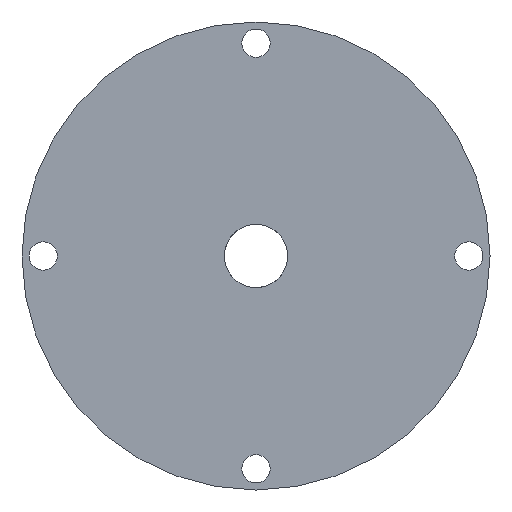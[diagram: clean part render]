
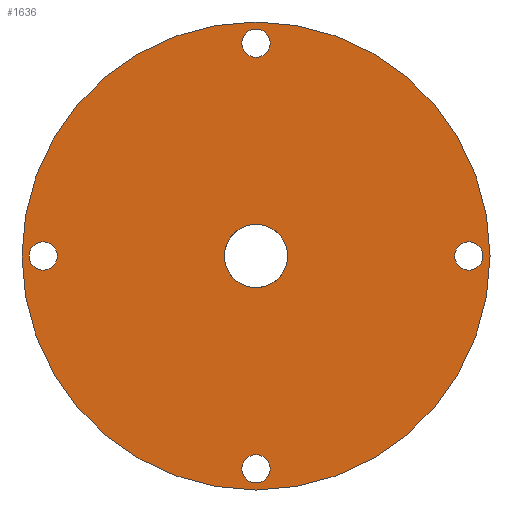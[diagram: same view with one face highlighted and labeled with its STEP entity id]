
A CAD part, front view. The second image highlights one B-rep face of the part: STEP entity #1636.
In plain terms, the highlighted planar face has unit normal (0, -1, 0).
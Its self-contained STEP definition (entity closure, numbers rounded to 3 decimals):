
#35=FACE_BOUND('',#213,.T.);
#36=FACE_BOUND('',#214,.T.);
#37=FACE_BOUND('',#215,.T.);
#38=FACE_BOUND('',#216,.T.);
#39=FACE_BOUND('',#217,.T.);
#47=PLANE('',#1823);
#122=FACE_OUTER_BOUND('',#212,.T.);
#212=EDGE_LOOP('',(#1247));
#213=EDGE_LOOP('',(#1248));
#214=EDGE_LOOP('',(#1249));
#215=EDGE_LOOP('',(#1250));
#216=EDGE_LOOP('',(#1251));
#217=EDGE_LOOP('',(#1252));
#454=CIRCLE('',#1708,6.);
#467=CIRCLE('',#1725,2.675);
#469=CIRCLE('',#1728,2.675);
#471=CIRCLE('',#1731,2.675);
#473=CIRCLE('',#1734,2.675);
#557=CIRCLE('',#1824,44.25);
#609=VERTEX_POINT('',#2452);
#628=VERTEX_POINT('',#2624);
#630=VERTEX_POINT('',#2630);
#632=VERTEX_POINT('',#2636);
#634=VERTEX_POINT('',#2642);
#719=VERTEX_POINT('',#2839);
#825=EDGE_CURVE('',#609,#609,#454,.T.);
#849=EDGE_CURVE('',#628,#628,#467,.T.);
#852=EDGE_CURVE('',#630,#630,#469,.T.);
#855=EDGE_CURVE('',#632,#632,#471,.T.);
#858=EDGE_CURVE('',#634,#634,#473,.T.);
#948=EDGE_CURVE('',#719,#719,#557,.T.);
#1247=ORIENTED_EDGE('',*,*,#948,.T.);
#1248=ORIENTED_EDGE('',*,*,#825,.T.);
#1249=ORIENTED_EDGE('',*,*,#849,.T.);
#1250=ORIENTED_EDGE('',*,*,#852,.T.);
#1251=ORIENTED_EDGE('',*,*,#855,.T.);
#1252=ORIENTED_EDGE('',*,*,#858,.T.);
#1636=ADVANCED_FACE('',(#122,#35,#36,#37,#38,#39),#47,.F.);
#1708=AXIS2_PLACEMENT_3D('',#2453,#1936,#1937);
#1725=AXIS2_PLACEMENT_3D('',#2626,#1975,#1976);
#1728=AXIS2_PLACEMENT_3D('',#2632,#1982,#1983);
#1731=AXIS2_PLACEMENT_3D('',#2638,#1989,#1990);
#1734=AXIS2_PLACEMENT_3D('',#2644,#1996,#1997);
#1823=AXIS2_PLACEMENT_3D('',#2838,#2177,#2178);
#1824=AXIS2_PLACEMENT_3D('',#2840,#2179,#2180);
#1936=DIRECTION('center_axis',(0.,1.,0.));
#1937=DIRECTION('ref_axis',(1.,0.,0.));
#1975=DIRECTION('center_axis',(0.,1.,0.));
#1976=DIRECTION('ref_axis',(1.,0.,0.));
#1982=DIRECTION('center_axis',(0.,1.,0.));
#1983=DIRECTION('ref_axis',(1.,0.,0.));
#1989=DIRECTION('center_axis',(0.,1.,0.));
#1990=DIRECTION('ref_axis',(1.,0.,0.));
#1996=DIRECTION('center_axis',(0.,1.,0.));
#1997=DIRECTION('ref_axis',(1.,0.,0.));
#2177=DIRECTION('center_axis',(0.,1.,0.));
#2178=DIRECTION('ref_axis',(1.,0.,0.));
#2179=DIRECTION('center_axis',(0.,-1.,0.));
#2180=DIRECTION('ref_axis',(1.,0.,0.));
#2452=CARTESIAN_POINT('',(-6.,-3.,0.));
#2453=CARTESIAN_POINT('Origin',(0.,-3.,0.));
#2624=CARTESIAN_POINT('',(-2.675,-3.,40.25));
#2626=CARTESIAN_POINT('Origin',(0.,-3.,40.25));
#2630=CARTESIAN_POINT('',(37.575,-3.,0.));
#2632=CARTESIAN_POINT('Origin',(40.25,-3.,0.));
#2636=CARTESIAN_POINT('',(-42.925,-3.,0.));
#2638=CARTESIAN_POINT('Origin',(-40.25,-3.,0.));
#2642=CARTESIAN_POINT('',(-2.675,-3.,-40.25));
#2644=CARTESIAN_POINT('Origin',(0.,-3.,-40.25));
#2838=CARTESIAN_POINT('Origin',(0.,-3.,0.));
#2839=CARTESIAN_POINT('',(-44.25,-3.,0.));
#2840=CARTESIAN_POINT('Origin',(0.,-3.,0.));
